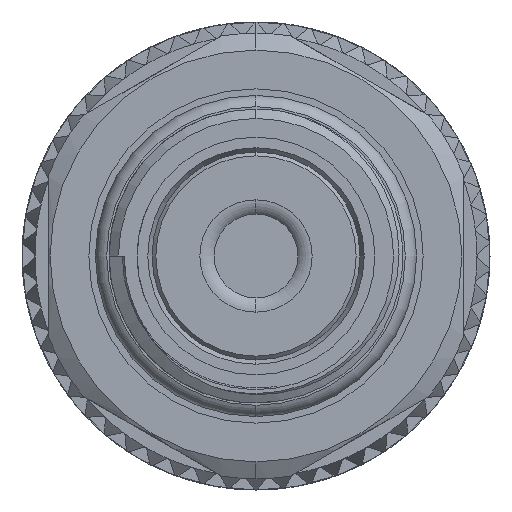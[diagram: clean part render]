
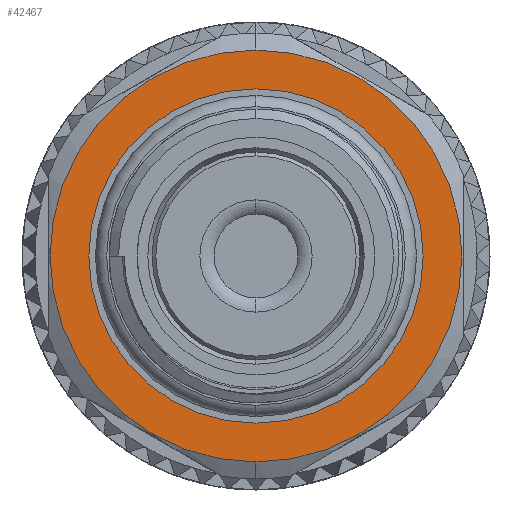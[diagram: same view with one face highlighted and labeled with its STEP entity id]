
A CAD part, left-side view. The second image highlights one B-rep face of the part: STEP entity #42467.
In plain terms, the highlighted planar face has unit normal (-1, 0, 0).
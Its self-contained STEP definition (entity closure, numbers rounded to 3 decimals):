
#698 = FACE_OUTER_BOUND ( 'NONE', #6311, .T. ) ;
#2959 = ORIENTED_EDGE ( 'NONE', *, *, #9747, .F. ) ;
#4579 = FACE_BOUND ( 'NONE', #39263, .T. ) ;
#4857 = AXIS2_PLACEMENT_3D ( 'NONE', #34847, #24470, #28119 ) ;
#4862 = CARTESIAN_POINT ( 'NONE',  ( 14.95, 0., 8.93 ) ) ;
#6311 = EDGE_LOOP ( 'NONE', ( #29209, #2959 ) ) ;
#6534 = DIRECTION ( 'NONE',  ( 1., 0., 0. ) ) ;
#6599 = VERTEX_POINT ( 'NONE', #29048 ) ;
#8312 = AXIS2_PLACEMENT_3D ( 'NONE', #29685, #8422, #12020 ) ;
#8422 = DIRECTION ( 'NONE',  ( -1., 0., 0. ) ) ;
#8526 = EDGE_CURVE ( 'NONE', #23630, #6599, #20347, .T. ) ;
#9747 = EDGE_CURVE ( 'NONE', #20825, #31036, #34131, .T. ) ;
#10160 = DIRECTION ( 'NONE',  ( 0., 0., -1. ) ) ;
#11122 = CARTESIAN_POINT ( 'NONE',  ( 14.95, 0., 0. ) ) ;
#12020 = DIRECTION ( 'NONE',  ( 0., 0., 1. ) ) ;
#12332 = CARTESIAN_POINT ( 'NONE',  ( 14.95, 0., -11. ) ) ;
#12472 = ORIENTED_EDGE ( 'NONE', *, *, #25834, .F. ) ;
#14820 = CIRCLE ( 'NONE', #40841, 11. ) ;
#17027 = CARTESIAN_POINT ( 'NONE',  ( 14.95, 0., 0. ) ) ;
#18300 = DIRECTION ( 'NONE',  ( -1., 0., 0. ) ) ;
#20347 = CIRCLE ( 'NONE', #8312, 8.93 ) ;
#20825 = VERTEX_POINT ( 'NONE', #34983 ) ;
#21351 = ORIENTED_EDGE ( 'NONE', *, *, #8526, .F. ) ;
#23630 = VERTEX_POINT ( 'NONE', #4862 ) ;
#24210 = DIRECTION ( 'NONE',  ( 0., 0., -1. ) ) ;
#24470 = DIRECTION ( 'NONE',  ( -1., 0., 0. ) ) ;
#25834 = EDGE_CURVE ( 'NONE', #6599, #23630, #42220, .T. ) ;
#28119 = DIRECTION ( 'NONE',  ( 0., 0., 1. ) ) ;
#29048 = CARTESIAN_POINT ( 'NONE',  ( 14.95, 0., -8.93 ) ) ;
#29209 = ORIENTED_EDGE ( 'NONE', *, *, #40083, .F. ) ;
#29685 = CARTESIAN_POINT ( 'NONE',  ( 14.95, 0., 0. ) ) ;
#29877 = DIRECTION ( 'NONE',  ( 0., 0., 1. ) ) ;
#31036 = VERTEX_POINT ( 'NONE', #12332 ) ;
#34131 = CIRCLE ( 'NONE', #38977, 11. ) ;
#34847 = CARTESIAN_POINT ( 'NONE',  ( 14.95, 8.93, 0. ) ) ;
#34983 = CARTESIAN_POINT ( 'NONE',  ( 14.95, 0., 11. ) ) ;
#35285 = PLANE ( 'NONE',  #4857 ) ;
#37017 = AXIS2_PLACEMENT_3D ( 'NONE', #11122, #18300, #29877 ) ;
#38977 = AXIS2_PLACEMENT_3D ( 'NONE', #17027, #6534, #10160 ) ;
#39263 = EDGE_LOOP ( 'NONE', ( #21351, #12472 ) ) ;
#40083 = EDGE_CURVE ( 'NONE', #31036, #20825, #14820, .T. ) ;
#40841 = AXIS2_PLACEMENT_3D ( 'NONE', #41880, #45498, #24210 ) ;
#41880 = CARTESIAN_POINT ( 'NONE',  ( 14.95, 0., 0. ) ) ;
#42220 = CIRCLE ( 'NONE', #37017, 8.93 ) ;
#42467 = ADVANCED_FACE ( 'NONE', ( #4579, #698 ), #35285, .T. ) ;
#45498 = DIRECTION ( 'NONE',  ( 1., 0., 0. ) ) ;
